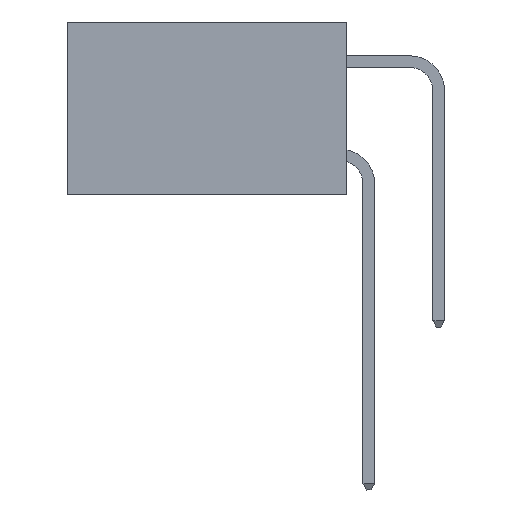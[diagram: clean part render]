
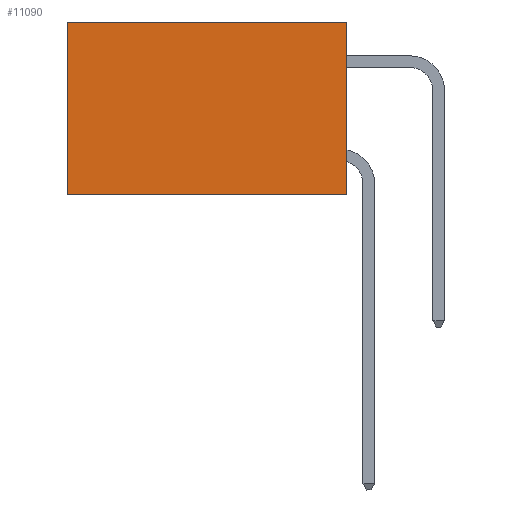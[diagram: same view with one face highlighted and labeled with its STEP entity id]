
A CAD part, left-side view. The second image highlights one B-rep face of the part: STEP entity #11090.
In plain terms, the highlighted planar face has unit normal (-1, 0, 0).
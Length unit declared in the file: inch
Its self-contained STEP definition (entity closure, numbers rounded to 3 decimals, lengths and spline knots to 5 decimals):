
#692 = EDGE_CURVE ( 'NONE', #14471, #4952, #17181, .T. ) ;
#1652 = VECTOR ( 'NONE', #20906, 39.37008 ) ;
#2304 = CARTESIAN_POINT ( 'NONE',  ( 0.2875, 0., 0. ) ) ;
#3526 = EDGE_LOOP ( 'NONE', ( #25460, #16041, #7513, #6376 ) ) ;
#4952 = VERTEX_POINT ( 'NONE', #20798 ) ;
#5205 = LINE ( 'NONE', #16591, #13664 ) ;
#6376 = ORIENTED_EDGE ( 'NONE', *, *, #20907, .T. ) ;
#7164 = VECTOR ( 'NONE', #9430, 39.37008 ) ;
#7513 = ORIENTED_EDGE ( 'NONE', *, *, #692, .F. ) ;
#9430 = DIRECTION ( 'NONE',  ( 0., 0., -1. ) ) ;
#11090 = ADVANCED_FACE ( 'NONE', ( #11484 ), #23701, .F. ) ;
#11484 = FACE_OUTER_BOUND ( 'NONE', #3526, .T. ) ;
#11812 = CARTESIAN_POINT ( 'NONE',  ( 0.2875, 0.6, 0. ) ) ;
#12091 = VECTOR ( 'NONE', #15720, 39.37008 ) ;
#13304 = CARTESIAN_POINT ( 'NONE',  ( 0.2875, 0., 0. ) ) ;
#13664 = VECTOR ( 'NONE', #22624, 39.37008 ) ;
#13923 = AXIS2_PLACEMENT_3D ( 'NONE', #15811, #25695, #17719 ) ;
#14471 = VERTEX_POINT ( 'NONE', #2304 ) ;
#15197 = EDGE_CURVE ( 'NONE', #4952, #20418, #5205, .T. ) ;
#15720 = DIRECTION ( 'NONE',  ( 0., 0., -1. ) ) ;
#15811 = CARTESIAN_POINT ( 'NONE',  ( 0.2875, 0., 0. ) ) ;
#16041 = ORIENTED_EDGE ( 'NONE', *, *, #15197, .F. ) ;
#16591 = CARTESIAN_POINT ( 'NONE',  ( 0.2875, 0., -0.37 ) ) ;
#16671 = LINE ( 'NONE', #22948, #1652 ) ;
#17090 = CARTESIAN_POINT ( 'NONE',  ( 0.2875, 0.6, -0.37 ) ) ;
#17181 = LINE ( 'NONE', #13304, #7164 ) ;
#17719 = DIRECTION ( 'NONE',  ( 0., 0., -1. ) ) ;
#20418 = VERTEX_POINT ( 'NONE', #17090 ) ;
#20773 = CARTESIAN_POINT ( 'NONE',  ( 0.2875, 0.6, 0. ) ) ;
#20798 = CARTESIAN_POINT ( 'NONE',  ( 0.2875, 0., -0.37 ) ) ;
#20906 = DIRECTION ( 'NONE',  ( 0., 1., 0. ) ) ;
#20907 = EDGE_CURVE ( 'NONE', #14471, #25536, #16671, .T. ) ;
#22436 = LINE ( 'NONE', #11812, #12091 ) ;
#22624 = DIRECTION ( 'NONE',  ( 0., 1., 0. ) ) ;
#22948 = CARTESIAN_POINT ( 'NONE',  ( 0.2875, 0., 0. ) ) ;
#23701 = PLANE ( 'NONE',  #13923 ) ;
#25460 = ORIENTED_EDGE ( 'NONE', *, *, #25838, .T. ) ;
#25536 = VERTEX_POINT ( 'NONE', #20773 ) ;
#25695 = DIRECTION ( 'NONE',  ( 1., 0., 0. ) ) ;
#25838 = EDGE_CURVE ( 'NONE', #25536, #20418, #22436, .T. ) ;
